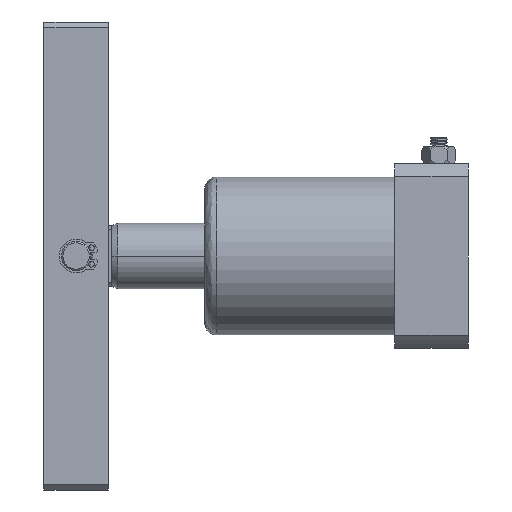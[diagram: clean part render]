
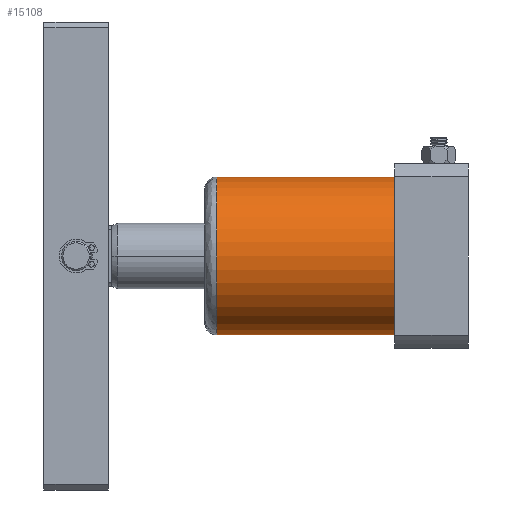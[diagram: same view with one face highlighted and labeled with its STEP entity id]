
A CAD part, left-side view. The second image highlights one B-rep face of the part: STEP entity #15108.
In plain terms, the highlighted cylindrical face has radius 27 mm (diameter 54 mm), a partial arc.
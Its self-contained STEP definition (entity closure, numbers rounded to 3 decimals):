
#68 = VERTEX_POINT ( 'NONE', #11839 ) ;
#215 = ORIENTED_EDGE ( 'NONE', *, *, #5224, .F. ) ;
#409 = CARTESIAN_POINT ( 'NONE',  ( 0., 86., -27. ) ) ;
#805 = CARTESIAN_POINT ( 'NONE',  ( 0., 25., -27. ) ) ;
#962 = CARTESIAN_POINT ( 'NONE',  ( 0., 25., 0. ) ) ;
#1320 = DIRECTION ( 'NONE',  ( 0., 1., 0. ) ) ;
#4263 = VERTEX_POINT ( 'NONE', #7248 ) ;
#5224 = EDGE_CURVE ( 'NONE', #22272, #4263, #15620, .T. ) ;
#6828 = FACE_OUTER_BOUND ( 'NONE', #8229, .T. ) ;
#7191 = VECTOR ( 'NONE', #1320, 1000. ) ;
#7248 = CARTESIAN_POINT ( 'NONE',  ( 0., 86., 27. ) ) ;
#7341 = VERTEX_POINT ( 'NONE', #10430 ) ;
#7585 = EDGE_CURVE ( 'NONE', #68, #4263, #12852, .T. ) ;
#8229 = EDGE_LOOP ( 'NONE', ( #9696, #13095, #13314, #215 ) ) ;
#9374 = DIRECTION ( 'NONE',  ( 0., 0., 1. ) ) ;
#9696 = ORIENTED_EDGE ( 'NONE', *, *, #11562, .F. ) ;
#10430 = CARTESIAN_POINT ( 'NONE',  ( 0., 25., -27. ) ) ;
#10956 = DIRECTION ( 'NONE',  ( 0., 1., 0. ) ) ;
#11253 = AXIS2_PLACEMENT_3D ( 'NONE', #19617, #12757, #9374 ) ;
#11401 = CYLINDRICAL_SURFACE ( 'NONE', #11253, 27. ) ;
#11562 = EDGE_CURVE ( 'NONE', #7341, #22272, #15501, .T. ) ;
#11676 = CARTESIAN_POINT ( 'NONE',  ( 0., 25., 27. ) ) ;
#11839 = CARTESIAN_POINT ( 'NONE',  ( 0., 25., 27. ) ) ;
#12757 = DIRECTION ( 'NONE',  ( 0., 1., 0. ) ) ;
#12852 = LINE ( 'NONE', #11676, #7191 ) ;
#12967 = DIRECTION ( 'NONE',  ( 0., 1., 0. ) ) ;
#13095 = ORIENTED_EDGE ( 'NONE', *, *, #15342, .F. ) ;
#13314 = ORIENTED_EDGE ( 'NONE', *, *, #7585, .T. ) ;
#14652 = DIRECTION ( 'NONE',  ( 0., 0., 1. ) ) ;
#14730 = AXIS2_PLACEMENT_3D ( 'NONE', #962, #16309, #14652 ) ;
#14875 = CARTESIAN_POINT ( 'NONE',  ( 0., 86., 0. ) ) ;
#15108 = ADVANCED_FACE ( 'NONE', ( #6828 ), #11401, .T. ) ;
#15342 = EDGE_CURVE ( 'NONE', #68, #7341, #15443, .T. ) ;
#15443 = CIRCLE ( 'NONE', #14730, 27. ) ;
#15501 = LINE ( 'NONE', #805, #19064 ) ;
#15620 = CIRCLE ( 'NONE', #22173, 27. ) ;
#16309 = DIRECTION ( 'NONE',  ( 0., -1., 0. ) ) ;
#18381 = DIRECTION ( 'NONE',  ( 0., 0., 1. ) ) ;
#19064 = VECTOR ( 'NONE', #12967, 1000. ) ;
#19617 = CARTESIAN_POINT ( 'NONE',  ( 0., 25., 0. ) ) ;
#22173 = AXIS2_PLACEMENT_3D ( 'NONE', #14875, #10956, #18381 ) ;
#22272 = VERTEX_POINT ( 'NONE', #409 ) ;
